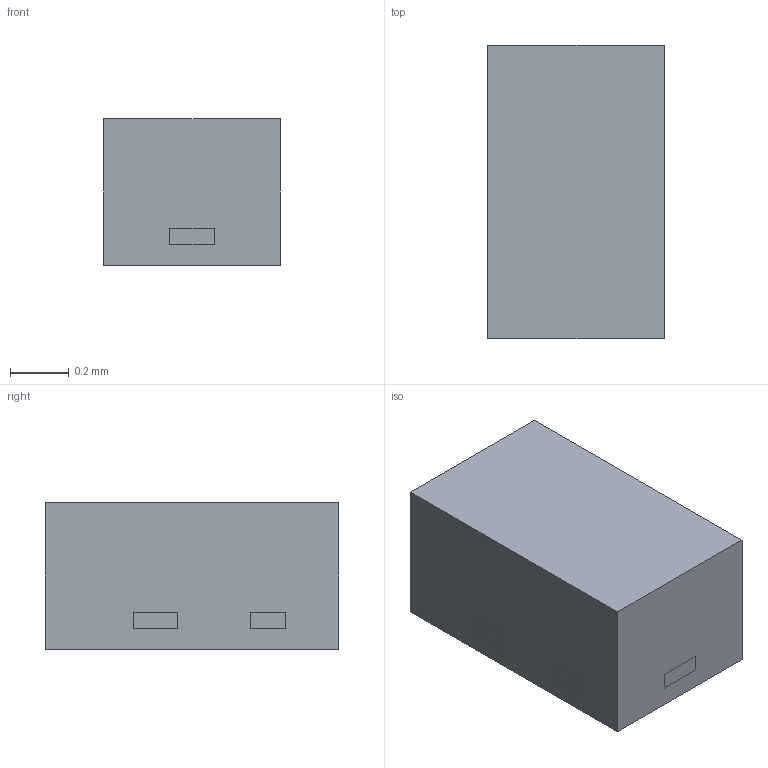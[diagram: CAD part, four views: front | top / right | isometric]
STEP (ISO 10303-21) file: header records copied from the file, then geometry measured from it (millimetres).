
FILE_DESCRIPTION(/* description */ (''),/* implementation_level */ '2;1');
FILE_NAME(/* name */ 'DFN1006B-2_STP',/* time_stamp */ '2020-07-30T16:51:42+08:00',/* author */ ('Wei Wu'),/* organization */ ('Diodes'),/* preprocessor_version */ 'ST-DEVELOPER v16.7',/* originating_system */ 'DEX',/* authorisation */ $);
FILE_SCHEMA (('AUTOMOTIVE_DESIGN {1 0 10303 214 3 1 1}'));
Length unit declared in the file: millimetre
Products named in the file (3): DFN1006B-2; CPD; LDF
Assembly tree (2 placements, depth 2):
  DFN1006B-2
    CPD
    LDF
Bounding box: 0.6 x 1 x 0.5 mm (x, y, z)
Volume: 0.3 mm3; surface area: 4.8 mm2
Topology: 3 solids, 3 shells, 84 faces, 246 edges, 164 vertices
Faces by surface type: plane 50, cylinder 34
Entity records: 3191 total; most frequent: CARTESIAN_POINT 497, ORIENTED_EDGE 492, DIRECTION 488, EDGE_CURVE 246, LINE 178, VECTOR 178, VERTEX_POINT 164, AXIS2_PLACEMENT_3D 155
